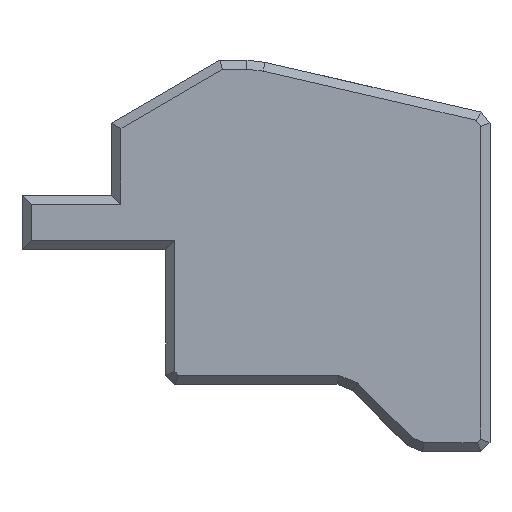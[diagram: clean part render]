
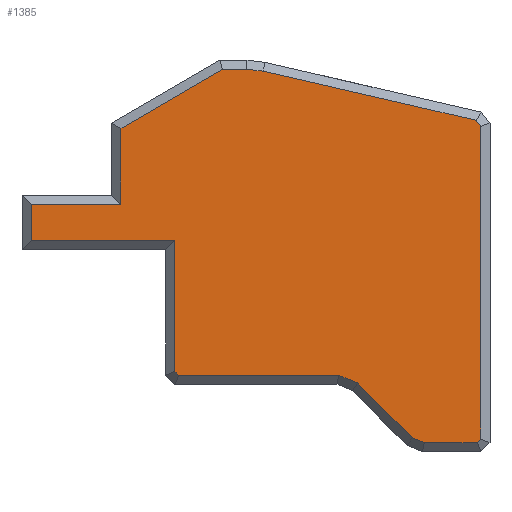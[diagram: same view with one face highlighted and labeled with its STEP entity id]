
A CAD part, front view. The second image highlights one B-rep face of the part: STEP entity #1385.
In plain terms, the highlighted planar face has unit normal (0, -1, 0).
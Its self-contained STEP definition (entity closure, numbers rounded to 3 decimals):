
#94=FACE_OUTER_BOUND('',#179,.T.);
#179=EDGE_LOOP('',(#1181,#1182,#1183,#1184,#1185,#1186,#1187,#1188,#1189,
#1190,#1191,#1192,#1193,#1194,#1195,#1196,#1197,#1198));
#216=LINE('',#1902,#398);
#220=LINE('',#1908,#402);
#328=LINE('',#2131,#510);
#332=LINE('',#2138,#514);
#335=LINE('',#2143,#517);
#337=LINE('',#2147,#519);
#338=LINE('',#2150,#520);
#341=LINE('',#2156,#523);
#345=LINE('',#2164,#527);
#347=LINE('',#2168,#529);
#351=LINE('',#2175,#533);
#352=LINE('',#2178,#534);
#356=LINE('',#2185,#538);
#357=LINE('',#2188,#539);
#360=LINE('',#2192,#542);
#361=LINE('',#2194,#543);
#362=LINE('',#2196,#544);
#363=LINE('',#2198,#545);
#398=VECTOR('',#1534,10.);
#402=VECTOR('',#1540,10.);
#510=VECTOR('',#1738,10.);
#514=VECTOR('',#1744,10.);
#517=VECTOR('',#1749,10.);
#519=VECTOR('',#1753,10.);
#520=VECTOR('',#1756,10.);
#523=VECTOR('',#1761,10.);
#527=VECTOR('',#1767,10.);
#529=VECTOR('',#1771,10.);
#533=VECTOR('',#1777,10.);
#534=VECTOR('',#1780,10.);
#538=VECTOR('',#1786,10.);
#539=VECTOR('',#1789,10.);
#542=VECTOR('',#1794,10.);
#543=VECTOR('',#1797,10.);
#544=VECTOR('',#1800,10.);
#545=VECTOR('',#1803,10.);
#577=VERTEX_POINT('',#1900);
#578=VERTEX_POINT('',#1901);
#579=VERTEX_POINT('',#1906);
#648=VERTEX_POINT('',#2129);
#649=VERTEX_POINT('',#2130);
#650=VERTEX_POINT('',#2135);
#651=VERTEX_POINT('',#2137);
#652=VERTEX_POINT('',#2141);
#653=VERTEX_POINT('',#2145);
#654=VERTEX_POINT('',#2149);
#656=VERTEX_POINT('',#2155);
#658=VERTEX_POINT('',#2161);
#659=VERTEX_POINT('',#2163);
#660=VERTEX_POINT('',#2167);
#662=VERTEX_POINT('',#2173);
#663=VERTEX_POINT('',#2177);
#665=VERTEX_POINT('',#2183);
#666=VERTEX_POINT('',#2187);
#694=EDGE_CURVE('',#577,#578,#216,.T.);
#698=EDGE_CURVE('',#579,#577,#220,.T.);
#807=EDGE_CURVE('',#648,#649,#328,.T.);
#811=EDGE_CURVE('',#650,#651,#332,.T.);
#814=EDGE_CURVE('',#652,#650,#335,.T.);
#816=EDGE_CURVE('',#653,#652,#337,.T.);
#817=EDGE_CURVE('',#578,#654,#338,.T.);
#820=EDGE_CURVE('',#654,#656,#341,.T.);
#824=EDGE_CURVE('',#658,#659,#345,.T.);
#826=EDGE_CURVE('',#656,#660,#347,.T.);
#830=EDGE_CURVE('',#662,#658,#351,.T.);
#831=EDGE_CURVE('',#660,#663,#352,.T.);
#835=EDGE_CURVE('',#665,#662,#356,.T.);
#836=EDGE_CURVE('',#663,#666,#357,.T.);
#839=EDGE_CURVE('',#666,#665,#360,.T.);
#840=EDGE_CURVE('',#659,#653,#361,.T.);
#841=EDGE_CURVE('',#651,#648,#362,.T.);
#842=EDGE_CURVE('',#649,#579,#363,.T.);
#1181=ORIENTED_EDGE('',*,*,#694,.F.);
#1182=ORIENTED_EDGE('',*,*,#698,.F.);
#1183=ORIENTED_EDGE('',*,*,#842,.F.);
#1184=ORIENTED_EDGE('',*,*,#807,.F.);
#1185=ORIENTED_EDGE('',*,*,#841,.F.);
#1186=ORIENTED_EDGE('',*,*,#811,.F.);
#1187=ORIENTED_EDGE('',*,*,#814,.F.);
#1188=ORIENTED_EDGE('',*,*,#816,.F.);
#1189=ORIENTED_EDGE('',*,*,#840,.F.);
#1190=ORIENTED_EDGE('',*,*,#824,.F.);
#1191=ORIENTED_EDGE('',*,*,#830,.F.);
#1192=ORIENTED_EDGE('',*,*,#835,.F.);
#1193=ORIENTED_EDGE('',*,*,#839,.F.);
#1194=ORIENTED_EDGE('',*,*,#836,.F.);
#1195=ORIENTED_EDGE('',*,*,#831,.F.);
#1196=ORIENTED_EDGE('',*,*,#826,.F.);
#1197=ORIENTED_EDGE('',*,*,#820,.F.);
#1198=ORIENTED_EDGE('',*,*,#817,.F.);
#1307=PLANE('',#1483);
#1385=ADVANCED_FACE('',(#94),#1307,.T.);
#1483=AXIS2_PLACEMENT_3D('',#2212,#1821,#1822);
#1534=DIRECTION('',(-1.,0.,0.));
#1540=DIRECTION('',(0.,0.,1.));
#1738=DIRECTION('',(-1.,0.,0.));
#1744=DIRECTION('',(-0.707,0.,0.707));
#1749=DIRECTION('',(-0.924,0.,0.383));
#1753=DIRECTION('',(-1.,0.,0.));
#1756=DIRECTION('',(0.,0.,1.));
#1761=DIRECTION('',(1.,0.,0.));
#1767=DIRECTION('',(0.,0.,-1.));
#1771=DIRECTION('',(0.,0.,1.));
#1777=DIRECTION('',(0.623,0.,-0.783));
#1780=DIRECTION('',(0.864,0.,0.504));
#1786=DIRECTION('',(0.974,0.,-0.225));
#1789=DIRECTION('',(1.,0.,0.));
#1794=DIRECTION('',(0.994,0.,-0.113));
#1797=DIRECTION('',(-0.707,0.,-0.707));
#1800=DIRECTION('',(-0.924,0.,0.383));
#1803=DIRECTION('',(-0.707,0.,0.707));
#1821=DIRECTION('center_axis',(0.,-1.,0.));
#1822=DIRECTION('ref_axis',(0.,0.,
-1.));
#1900=CARTESIAN_POINT('',(127.4,-28.991,279.362));
#1901=CARTESIAN_POINT('',(119.4,-28.991,279.362));
#1902=CARTESIAN_POINT('',(118.9,-28.991,279.362));
#1906=CARTESIAN_POINT('',(127.4,-28.991,272.07));
#1908=CARTESIAN_POINT('',(127.4,-28.991,281.112));
#2129=CARTESIAN_POINT('',(136.5,-28.991,271.862));
#2130=CARTESIAN_POINT('',(127.607,-28.991,271.862));
#2131=CARTESIAN_POINT('',(122.9,-28.991,271.862));
#2135=CARTESIAN_POINT('',(140.58,-28.991,268.39));
#2137=CARTESIAN_POINT('',(137.537,-28.991,271.433));
#2138=CARTESIAN_POINT('',(131.066,-28.991,277.904));
#2141=CARTESIAN_POINT('',(141.25,-28.991,268.112));
#2143=CARTESIAN_POINT('',(129.113,-28.991,273.14));
#2145=CARTESIAN_POINT('',(144.193,-28.991,268.112));
#2147=CARTESIAN_POINT('',(129.9,-28.991,268.112));
#2149=CARTESIAN_POINT('',(119.4,-28.991,281.362));
#2150=CARTESIAN_POINT('',(119.4,-28.991,281.112));
#2155=CARTESIAN_POINT('',(124.4,-28.991,281.362));
#2156=CARTESIAN_POINT('',(118.9,-28.991,281.362));
#2161=CARTESIAN_POINT('',(144.4,-28.991,285.688));
#2163=CARTESIAN_POINT('',(144.4,-28.991,268.32));
#2164=CARTESIAN_POINT('',(144.4,-28.991,281.112));
#2167=CARTESIAN_POINT('',(124.4,-28.991,285.575));
#2168=CARTESIAN_POINT('',(124.4,-28.991,283.737));
#2173=CARTESIAN_POINT('',(144.13,-28.991,286.027));
#2175=CARTESIAN_POINT('',(140.323,-28.991,290.813));
#2177=CARTESIAN_POINT('',(130.035,-28.991,288.862));
#2178=CARTESIAN_POINT('',(122.916,-28.991,284.71));
#2183=CARTESIAN_POINT('',(132.302,-28.991,288.756));
#2185=CARTESIAN_POINT('',(129.688,-28.991,289.36));
#2187=CARTESIAN_POINT('',(131.372,-28.991,288.862));
#2188=CARTESIAN_POINT('',(122.9,-28.991,288.862));
#2192=CARTESIAN_POINT('',(125.842,-28.991,289.492));
#2194=CARTESIAN_POINT('',(141.359,-28.991,265.279));
#2196=CARTESIAN_POINT('',(127.48,-28.991,275.598));
#2198=CARTESIAN_POINT('',(122.879,-28.991,276.591));
#2212=CARTESIAN_POINT('Origin',(118.9,-28.991,281.862));
